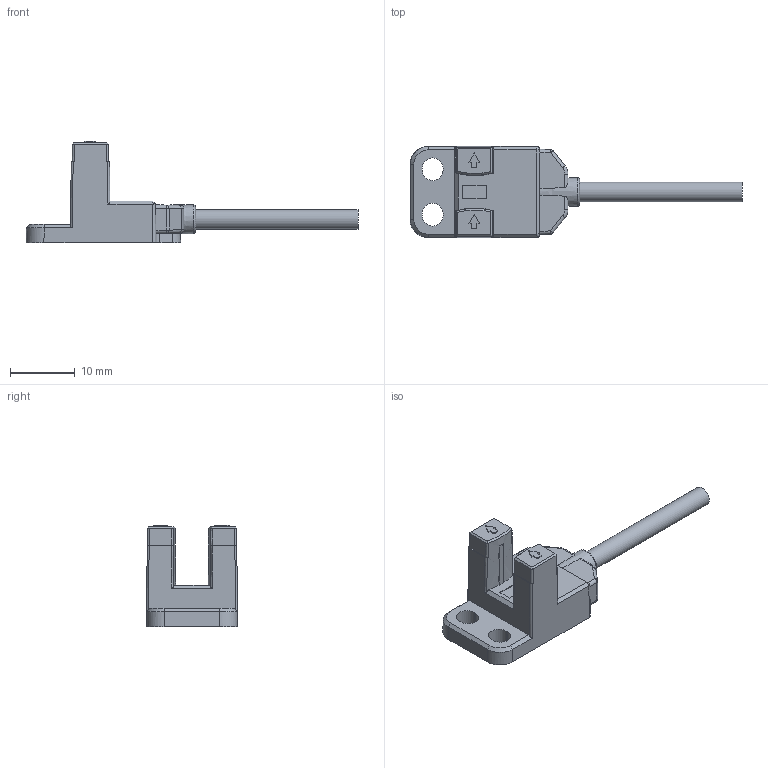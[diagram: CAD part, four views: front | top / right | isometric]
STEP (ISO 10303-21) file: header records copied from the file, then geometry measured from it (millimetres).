
FILE_DESCRIPTION(/* description */ (''),/* implementation_level */ '2;1');
FILE_NAME(/* name */ 'SY-104.stp',/* time_stamp */ '2021-06-10T14:17:41+08:00',/* author */ (''),/* organization */ (''),/* preprocessor_version */ 'ST-DEVELOPER v14',/* originating_system */ 'SIEMENS PLM Software NX 8.0',/* authorisation */ '');
FILE_SCHEMA (('AUTOMOTIVE_DESIGN { 1 0 10303 214 3 1 1 1 }'));
Length unit declared in the file: millimetre
Products named in the file (1): Admi3F547582gmoo
Bounding box: 51.11 x 14.02 x 15.6 mm (x, y, z)
Volume: 2272.6 mm3; surface area: 1657.7 mm2
Topology: 1 solids, 1 shells, 156 faces, 407 edges, 253 vertices
Faces by surface type: plane 82, cylinder 37, bspline 24, cone 8, sphere 4, torus 1
Full cylindrical faces by diameter (mm): 3 x1
Entity records: 5232 total; most frequent: CARTESIAN_POINT 1555, ORIENTED_EDGE 798, DIRECTION 705, EDGE_CURVE 399, VERTEX_POINT 252, AXIS2_PLACEMENT_3D 251, LINE 203, VECTOR 203
